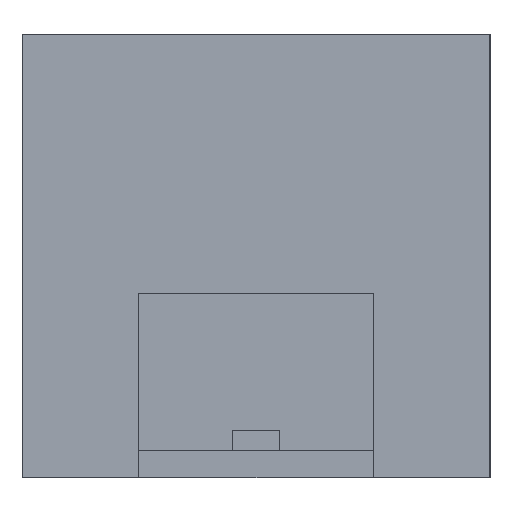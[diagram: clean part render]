
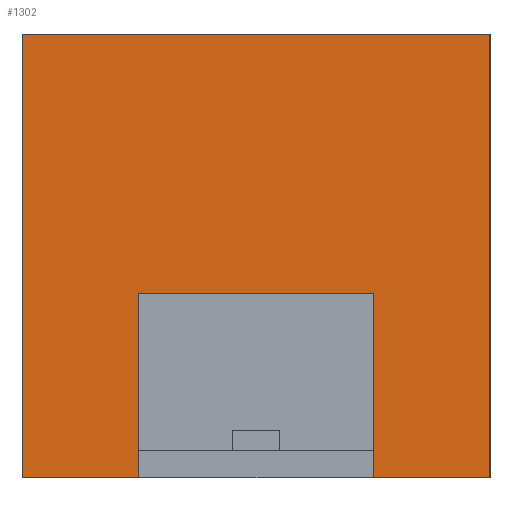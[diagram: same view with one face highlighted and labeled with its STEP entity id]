
A CAD part, left-side view. The second image highlights one B-rep face of the part: STEP entity #1302.
In plain terms, the highlighted planar face has unit normal (-1, 0, 0).
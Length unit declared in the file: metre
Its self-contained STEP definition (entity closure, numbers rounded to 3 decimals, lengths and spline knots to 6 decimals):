
#326=ORIENTED_EDGE('',*,*,#539,.T.);
#327=ORIENTED_EDGE('',*,*,#540,.T.);
#328=ORIENTED_EDGE('',*,*,#541,.F.);
#329=ORIENTED_EDGE('',*,*,#542,.F.);
#330=ORIENTED_EDGE('',*,*,#543,.T.);
#331=ORIENTED_EDGE('',*,*,#544,.T.);
#332=ORIENTED_EDGE('',*,*,#532,.F.);
#333=ORIENTED_EDGE('',*,*,#538,.F.);
#532=EDGE_CURVE('',#664,#665,#832,.T.);
#538=EDGE_CURVE('',#668,#664,#838,.T.);
#539=EDGE_CURVE('',#668,#669,#839,.T.);
#540=EDGE_CURVE('',#669,#670,#840,.T.);
#541=EDGE_CURVE('',#671,#670,#841,.T.);
#542=EDGE_CURVE('',#672,#671,#842,.T.);
#543=EDGE_CURVE('',#672,#673,#843,.T.);
#544=EDGE_CURVE('',#673,#665,#844,.T.);
#664=VERTEX_POINT('',#2016);
#665=VERTEX_POINT('',#2018);
#668=VERTEX_POINT('',#2028);
#669=VERTEX_POINT('',#2032);
#670=VERTEX_POINT('',#2034);
#671=VERTEX_POINT('',#2036);
#672=VERTEX_POINT('',#2038);
#673=VERTEX_POINT('',#2040);
#832=LINE('',#2017,#1012);
#838=LINE('',#2029,#1018);
#839=LINE('',#2031,#1019);
#840=LINE('',#2033,#1020);
#841=LINE('',#2035,#1021);
#842=LINE('',#2037,#1022);
#843=LINE('',#2039,#1023);
#844=LINE('',#2041,#1024);
#1012=VECTOR('',#1657,1.);
#1018=VECTOR('',#1667,1.);
#1019=VECTOR('',#1670,1.);
#1020=VECTOR('',#1671,1.);
#1021=VECTOR('',#1672,1.);
#1022=VECTOR('',#1673,1.);
#1023=VECTOR('',#1674,1.);
#1024=VECTOR('',#1675,1.);
#1104=EDGE_LOOP('',(#326,#327,#328,#329,#330,#331,#332,#333));
#1176=FACE_BOUND('',#1104,.T.);
#1239=PLANE('',#1391);
#1302=ADVANCED_FACE('',(#1176),#1239,.T.);
#1391=AXIS2_PLACEMENT_3D('',#2030,#1668,#1669);
#1657=DIRECTION('',(0.,-1.,0.));
#1667=DIRECTION('',(0.,0.,1.));
#1668=DIRECTION('',(-1.,0.,0.));
#1669=DIRECTION('',(0.,-1.,0.));
#1670=DIRECTION('',(0.,-1.,0.));
#1671=DIRECTION('',(0.,0.,1.));
#1672=DIRECTION('',(0.,1.,0.));
#1673=DIRECTION('',(0.,0.,1.));
#1674=DIRECTION('',(0.,-1.,0.));
#1675=DIRECTION('',(0.,0.,1.));
#2016=CARTESIAN_POINT('',(-0.0022,0.0022,0.014));
#2017=CARTESIAN_POINT('',(-0.0022,-0.0127,0.014));
#2018=CARTESIAN_POINT('',(-0.0022,-0.0276,0.014));
#2028=CARTESIAN_POINT('',(-0.0022,0.0022,-0.014223));
#2029=CARTESIAN_POINT('',(-0.0022,0.0022,-0.014225));
#2030=CARTESIAN_POINT('',(-0.0022,-0.0127,-0.014225));
#2031=CARTESIAN_POINT('',(-0.0022,-0.0127,-0.014223));
#2032=CARTESIAN_POINT('',(-0.0022,-0.0052,-0.014223));
#2033=CARTESIAN_POINT('',(-0.0022,-0.0052,-0.007523));
#2034=CARTESIAN_POINT('',(-0.0022,-0.0052,-0.002523));
#2035=CARTESIAN_POINT('',(-0.0022,-0.0127,-0.002523));
#2036=CARTESIAN_POINT('',(-0.0022,-0.0202,-0.002523));
#2037=CARTESIAN_POINT('',(-0.0022,-0.0202,-0.007523));
#2038=CARTESIAN_POINT('',(-0.0022,-0.0202,-0.014223));
#2039=CARTESIAN_POINT('',(-0.0022,-0.0127,-0.014223));
#2040=CARTESIAN_POINT('',(-0.0022,-0.0276,-0.014223));
#2041=CARTESIAN_POINT('',(-0.0022,-0.0276,-0.014225));
